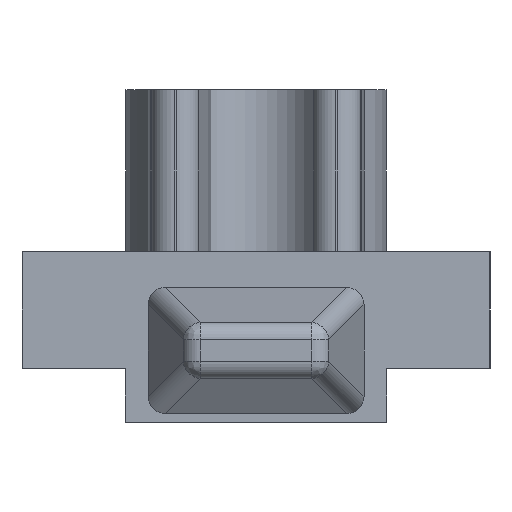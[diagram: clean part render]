
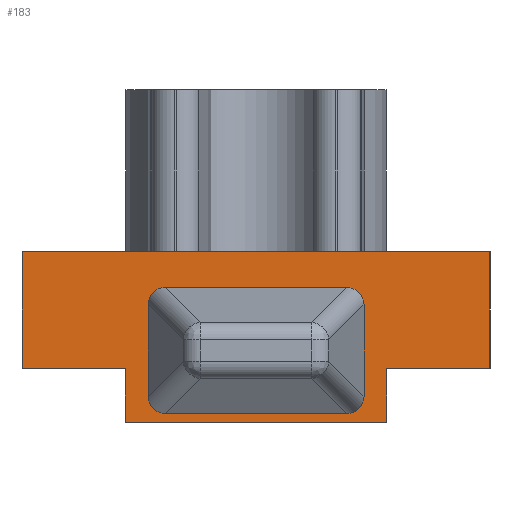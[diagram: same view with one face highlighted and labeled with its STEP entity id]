
A CAD part, left-side view. The second image highlights one B-rep face of the part: STEP entity #183.
In plain terms, the highlighted planar face has unit normal (-1, 0, 0).
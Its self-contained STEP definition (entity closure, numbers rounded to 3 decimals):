
#2=CARTESIAN_POINT('',(-35.0,-14.3,9.975));
#3=DIRECTION('',(1.0,0.0,0.0));
#4=DIRECTION('',(0.0,0.0,-1.0));
#5=AXIS2_PLACEMENT_3D('',#2,#3,#4);
#6=PLANE('',#5);
#7=CARTESIAN_POINT('',(-35.0,-13.,9.5));
#8=VERTEX_POINT('',#7);
#9=CARTESIAN_POINT('',(-35.0,-6.,9.5));
#10=VERTEX_POINT('',#9);
#11=CARTESIAN_POINT('',(-35.0,-13.,9.5));
#12=DIRECTION('',(0.0,1.0,0.0));
#13=VECTOR('',#12,7.);
#14=LINE('',#11,#13);
#15=EDGE_CURVE('',#8,#10,#14,.T.);
#16=ORIENTED_EDGE('',*,*,#15,.T.);
#17=CARTESIAN_POINT('',(-35.0,6.,9.5));
#18=VERTEX_POINT('',#17);
#19=CARTESIAN_POINT('',(-35.0,-6.,9.5));
#20=DIRECTION('',(0.0,1.0,0.0));
#21=VECTOR('',#20,12.);
#22=LINE('',#19,#21);
#23=EDGE_CURVE('',#10,#18,#22,.T.);
#24=ORIENTED_EDGE('',*,*,#23,.T.);
#25=CARTESIAN_POINT('',(-35.0,13.,9.5));
#26=VERTEX_POINT('',#25);
#27=CARTESIAN_POINT('',(-35.0,6.,9.5));
#28=DIRECTION('',(0.0,1.0,0.0));
#29=VECTOR('',#28,7.);
#30=LINE('',#27,#29);
#31=EDGE_CURVE('',#18,#26,#30,.T.);
#32=ORIENTED_EDGE('',*,*,#31,.T.);
#33=CARTESIAN_POINT('',(-35.0,13.,3.0));
#34=VERTEX_POINT('',#33);
#35=CARTESIAN_POINT('',(-35.0,13.,3.0));
#36=DIRECTION('',(0.0,0.0,1.0));
#37=VECTOR('',#36,6.5);
#38=LINE('',#35,#37);
#39=EDGE_CURVE('',#34,#26,#38,.T.);
#40=ORIENTED_EDGE('',*,*,#39,.F.);
#41=CARTESIAN_POINT('',(-35.0,7.25,3.0));
#42=VERTEX_POINT('',#41);
#43=CARTESIAN_POINT('',(-35.0,13.,3.0));
#44=DIRECTION('',(0.0,-1.0,0.0));
#45=VECTOR('',#44,5.75);
#46=LINE('',#43,#45);
#47=EDGE_CURVE('',#34,#42,#46,.T.);
#48=ORIENTED_EDGE('',*,*,#47,.T.);
#49=CARTESIAN_POINT('',(-35.0,7.25,0.0));
#50=VERTEX_POINT('',#49);
#51=CARTESIAN_POINT('',(-35.0,7.25,3.0));
#52=DIRECTION('',(0.0,0.0,-1.0));
#53=VECTOR('',#52,3.0);
#54=LINE('',#51,#53);
#55=EDGE_CURVE('',#42,#50,#54,.T.);
#56=ORIENTED_EDGE('',*,*,#55,.T.);
#57=CARTESIAN_POINT('',(-35.0,-7.25,0.0));
#58=VERTEX_POINT('',#57);
#59=CARTESIAN_POINT('',(-35.0,7.25,0.0));
#60=DIRECTION('',(0.0,-1.0,0.0));
#61=VECTOR('',#60,14.5);
#62=LINE('',#59,#61);
#63=EDGE_CURVE('',#50,#58,#62,.T.);
#64=ORIENTED_EDGE('',*,*,#63,.T.);
#65=CARTESIAN_POINT('',(-35.0,-7.25,3.0));
#66=VERTEX_POINT('',#65);
#67=CARTESIAN_POINT('',(-35.0,-7.25,0.0));
#68=DIRECTION('',(0.0,0.0,1.0));
#69=VECTOR('',#68,3.0);
#70=LINE('',#67,#69);
#71=EDGE_CURVE('',#58,#66,#70,.T.);
#72=ORIENTED_EDGE('',*,*,#71,.T.);
#73=CARTESIAN_POINT('',(-35.0,-13.,3.0));
#74=VERTEX_POINT('',#73);
#75=CARTESIAN_POINT('',(-35.0,-7.25,3.0));
#76=DIRECTION('',(0.0,-1.0,0.0));
#77=VECTOR('',#76,5.75);
#78=LINE('',#75,#77);
#79=EDGE_CURVE('',#66,#74,#78,.T.);
#80=ORIENTED_EDGE('',*,*,#79,.T.);
#81=CARTESIAN_POINT('',(-35.0,-13.,3.0));
#82=DIRECTION('',(0.0,0.0,1.0));
#83=VECTOR('',#82,6.5);
#84=LINE('',#81,#83);
#85=EDGE_CURVE('',#74,#8,#84,.T.);
#86=ORIENTED_EDGE('',*,*,#85,.T.);
#87=EDGE_LOOP('',(#16,#24,#32,#40,#48,#56,#64,#72,#80,#86));
#88=FACE_OUTER_BOUND('',#87,.T.);
#89=CARTESIAN_POINT('',(-35.0,-6.,1.466));
#90=VERTEX_POINT('',#89);
#91=CARTESIAN_POINT('',(-35.0,-6.,6.534));
#92=VERTEX_POINT('',#91);
#93=CARTESIAN_POINT('',(-35.0,-6.,1.466));
#94=DIRECTION('',(0.0,0.0,1.0));
#95=VECTOR('',#94,5.068);
#96=LINE('',#93,#95);
#97=EDGE_CURVE('',#90,#92,#96,.T.);
#98=ORIENTED_EDGE('',*,*,#97,.F.);
#99=CARTESIAN_POINT('',(-35.0,-5.034,0.5));
#100=VERTEX_POINT('',#99);
#101=CARTESIAN_POINT('',(-35.0,-6.,1.466));
#102=CARTESIAN_POINT('',(-35.0,-6.,0.5));
#103=CARTESIAN_POINT('',(-35.0,-5.034,0.5));
#111=(BOUNDED_CURVE()B_SPLINE_CURVE(2,(#101,#102,#103),.UNSPECIFIED.,.F.,.U.)CURVE()GEOMETRIC_REPRESENTATION_ITEM()QUASI_UNIFORM_CURVE()RATIONAL_B_SPLINE_CURVE((1.0,0.73,1.0))REPRESENTATION_ITEM(''));
#112=EDGE_CURVE('',#90,#100,#111,.T.);
#113=ORIENTED_EDGE('',*,*,#112,.T.);
#114=CARTESIAN_POINT('',(-35.0,5.034,0.5));
#115=VERTEX_POINT('',#114);
#116=CARTESIAN_POINT('',(-35.0,5.034,0.5));
#117=DIRECTION('',(0.0,-1.0,0.0));
#118=VECTOR('',#117,10.068);
#119=LINE('',#116,#118);
#120=EDGE_CURVE('',#115,#100,#119,.T.);
#121=ORIENTED_EDGE('',*,*,#120,.F.);
#122=CARTESIAN_POINT('',(-35.0,6.,1.466));
#123=VERTEX_POINT('',#122);
#124=CARTESIAN_POINT('',(-35.0,5.034,0.5));
#125=CARTESIAN_POINT('',(-35.0,6.,0.5));
#126=CARTESIAN_POINT('',(-35.0,6.,1.466));
#134=(BOUNDED_CURVE()B_SPLINE_CURVE(2,(#124,#125,#126),.UNSPECIFIED.,.F.,.U.)CURVE()GEOMETRIC_REPRESENTATION_ITEM()QUASI_UNIFORM_CURVE()RATIONAL_B_SPLINE_CURVE((1.0,0.73,1.0))REPRESENTATION_ITEM(''));
#135=EDGE_CURVE('',#115,#123,#134,.T.);
#136=ORIENTED_EDGE('',*,*,#135,.T.);
#137=CARTESIAN_POINT('',(-35.0,6.,6.534));
#138=VERTEX_POINT('',#137);
#139=CARTESIAN_POINT('',(-35.0,6.,6.534));
#140=DIRECTION('',(0.0,0.0,-1.0));
#141=VECTOR('',#140,5.068);
#142=LINE('',#139,#141);
#143=EDGE_CURVE('',#138,#123,#142,.T.);
#144=ORIENTED_EDGE('',*,*,#143,.F.);
#145=CARTESIAN_POINT('',(-35.0,5.034,7.5));
#146=VERTEX_POINT('',#145);
#147=CARTESIAN_POINT('',(-35.0,6.0,6.534));
#148=CARTESIAN_POINT('',(-35.0,6.,7.5));
#149=CARTESIAN_POINT('',(-35.0,5.034,7.5));
#157=(BOUNDED_CURVE()B_SPLINE_CURVE(2,(#147,#148,#149),.UNSPECIFIED.,.F.,.U.)CURVE()GEOMETRIC_REPRESENTATION_ITEM()QUASI_UNIFORM_CURVE()RATIONAL_B_SPLINE_CURVE((1.0,0.73,1.0))REPRESENTATION_ITEM(''));
#158=EDGE_CURVE('',#138,#146,#157,.T.);
#159=ORIENTED_EDGE('',*,*,#158,.T.);
#160=CARTESIAN_POINT('',(-35.0,-5.034,7.5));
#161=VERTEX_POINT('',#160);
#162=CARTESIAN_POINT('',(-35.0,-5.034,7.5));
#163=DIRECTION('',(0.0,1.0,0.0));
#164=VECTOR('',#163,10.068);
#165=LINE('',#162,#164);
#166=EDGE_CURVE('',#161,#146,#165,.T.);
#167=ORIENTED_EDGE('',*,*,#166,.F.);
#168=CARTESIAN_POINT('',(-35.0,-5.034,7.5));
#169=CARTESIAN_POINT('',(-35.0,-6.,7.5));
#170=CARTESIAN_POINT('',(-35.0,-6.,6.534));
#178=(BOUNDED_CURVE()B_SPLINE_CURVE(2,(#168,#169,#170),.UNSPECIFIED.,.F.,.U.)CURVE()GEOMETRIC_REPRESENTATION_ITEM()QUASI_UNIFORM_CURVE()RATIONAL_B_SPLINE_CURVE((1.0,0.73,1.0))REPRESENTATION_ITEM(''));
#179=EDGE_CURVE('',#161,#92,#178,.T.);
#180=ORIENTED_EDGE('',*,*,#179,.T.);
#181=EDGE_LOOP('',(#98,#113,#121,#136,#144,#159,#167,#180));
#182=FACE_BOUND('',#181,.T.);
#183=ADVANCED_FACE('',(#88,#182),#6,.F.);
